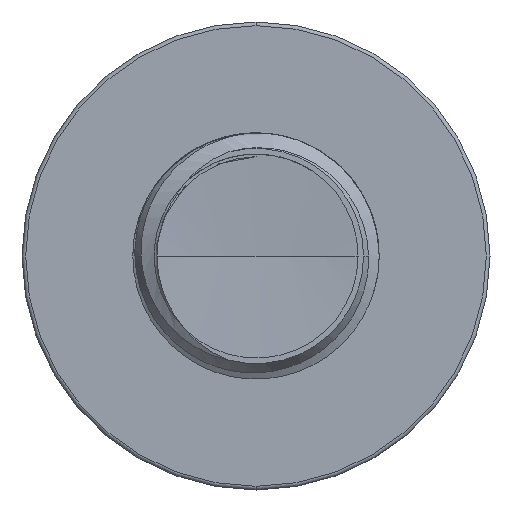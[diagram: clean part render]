
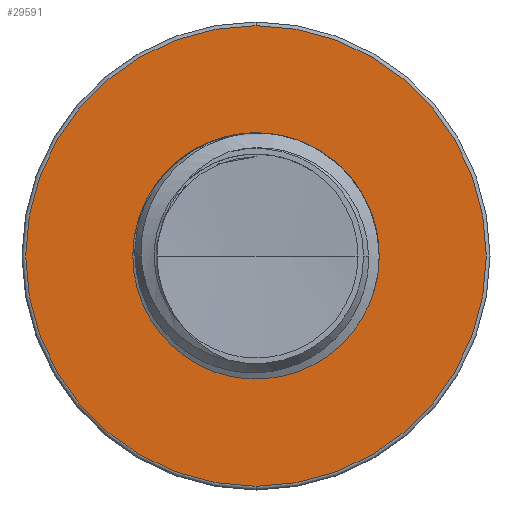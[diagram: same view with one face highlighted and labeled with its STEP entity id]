
A CAD part, front view. The second image highlights one B-rep face of the part: STEP entity #29591.
In plain terms, the highlighted planar face has unit normal (0, -1, 0).
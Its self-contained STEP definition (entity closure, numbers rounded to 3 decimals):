
#814 = AXIS2_PLACEMENT_3D ( 'NONE', #3156, #29753, #6782 ) ;
#2153 = CIRCLE ( 'NONE', #4573, 4.675 ) ;
#3104 = CARTESIAN_POINT ( 'NONE',  ( 0., 20., 0. ) ) ;
#3156 = CARTESIAN_POINT ( 'NONE',  ( 0., 20., 0. ) ) ;
#3235 = EDGE_CURVE ( 'NONE', #25165, #30705, #2153, .T. ) ;
#4573 = AXIS2_PLACEMENT_3D ( 'NONE', #11703, #11690, #11651 ) ;
#6729 = DIRECTION ( 'NONE',  ( 0., 0., -1. ) ) ;
#6782 = DIRECTION ( 'NONE',  ( 0., 0., -1. ) ) ;
#10448 = AXIS2_PLACEMENT_3D ( 'NONE', #40239, #18399, #43277 ) ;
#10670 = PLANE ( 'NONE',  #10448 ) ;
#11212 = AXIS2_PLACEMENT_3D ( 'NONE', #3104, #29698, #6729 ) ;
#11414 = DIRECTION ( 'NONE',  ( 0., -1., 0. ) ) ;
#11651 = DIRECTION ( 'NONE',  ( 0., 0., -1. ) ) ;
#11690 = DIRECTION ( 'NONE',  ( 0., -1., 0. ) ) ;
#11703 = CARTESIAN_POINT ( 'NONE',  ( 0., 20., 0. ) ) ;
#14264 = ORIENTED_EDGE ( 'NONE', *, *, #24159, .F. ) ;
#15954 = CIRCLE ( 'NONE', #11212, 2.438 ) ;
#18399 = DIRECTION ( 'NONE',  ( 0., -1., 0. ) ) ;
#20951 = FACE_OUTER_BOUND ( 'NONE', #24834, .T. ) ;
#22220 = CIRCLE ( 'NONE', #814, 2.438 ) ;
#23091 = VERTEX_POINT ( 'NONE', #34572 ) ;
#24159 = EDGE_CURVE ( 'NONE', #29812, #23091, #22220, .T. ) ;
#24339 = ORIENTED_EDGE ( 'NONE', *, *, #43241, .F. ) ;
#24834 = EDGE_LOOP ( 'NONE', ( #26718, #34189 ) ) ;
#25165 = VERTEX_POINT ( 'NONE', #30710 ) ;
#26718 = ORIENTED_EDGE ( 'NONE', *, *, #31812, .T. ) ;
#29591 = ADVANCED_FACE ( 'NONE', ( #20951, #29872 ), #10670, .T. ) ;
#29698 = DIRECTION ( 'NONE',  ( 0., -1., 0. ) ) ;
#29753 = DIRECTION ( 'NONE',  ( 0., -1., 0. ) ) ;
#29812 = VERTEX_POINT ( 'NONE', #37805 ) ;
#29872 = FACE_BOUND ( 'NONE', #37073, .T. ) ;
#30705 = VERTEX_POINT ( 'NONE', #40878 ) ;
#30710 = CARTESIAN_POINT ( 'NONE',  ( 0., 20., 4.675 ) ) ;
#31812 = EDGE_CURVE ( 'NONE', #30705, #25165, #37654, .T. ) ;
#34093 = CARTESIAN_POINT ( 'NONE',  ( 0., 20., 0. ) ) ;
#34189 = ORIENTED_EDGE ( 'NONE', *, *, #3235, .T. ) ;
#34572 = CARTESIAN_POINT ( 'NONE',  ( 0., 20., 2.438 ) ) ;
#37073 = EDGE_LOOP ( 'NONE', ( #14264, #24339 ) ) ;
#37599 = DIRECTION ( 'NONE',  ( 0., 0., -1. ) ) ;
#37654 = CIRCLE ( 'NONE', #43495, 4.675 ) ;
#37805 = CARTESIAN_POINT ( 'NONE',  ( 0., 20., -2.438 ) ) ;
#40239 = CARTESIAN_POINT ( 'NONE',  ( 0., 20., 2.438 ) ) ;
#40878 = CARTESIAN_POINT ( 'NONE',  ( 0., 20., -4.675 ) ) ;
#43241 = EDGE_CURVE ( 'NONE', #23091, #29812, #15954, .T. ) ;
#43277 = DIRECTION ( 'NONE',  ( 0., 0., -1. ) ) ;
#43495 = AXIS2_PLACEMENT_3D ( 'NONE', #34093, #11414, #37599 ) ;
